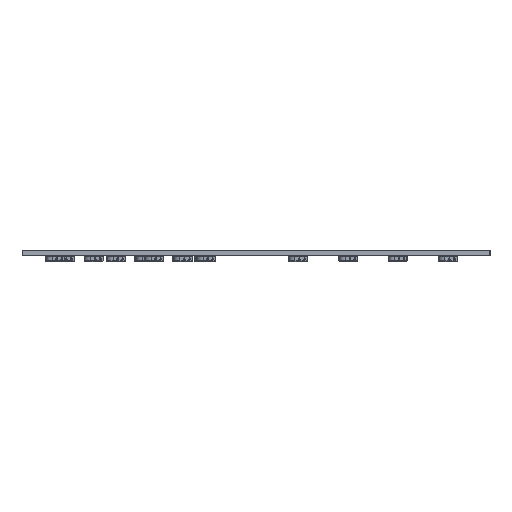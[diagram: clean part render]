
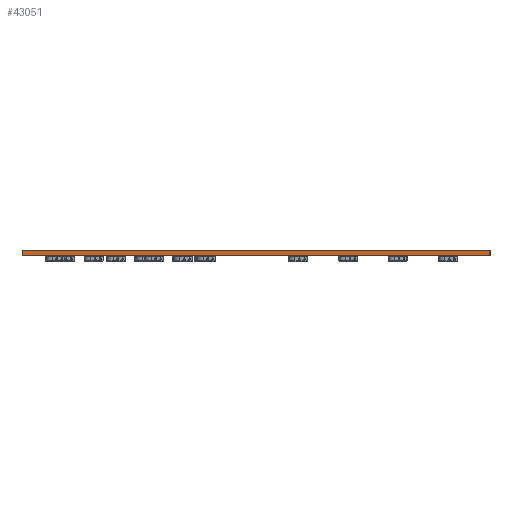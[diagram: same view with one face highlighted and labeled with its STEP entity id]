
A CAD part, left-side view. The second image highlights one B-rep face of the part: STEP entity #43051.
In plain terms, the highlighted planar face has unit normal (-1, 0, 0).
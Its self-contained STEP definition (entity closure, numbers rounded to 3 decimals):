
#28758 = PLANE('',#28759);
#28759 = AXIS2_PLACEMENT_3D('',#28760,#28761,#28762);
#28760 = CARTESIAN_POINT('',(23.78,-166.62,0.));
#28761 = DIRECTION('',(0.,1.,0.));
#28762 = DIRECTION('',(1.,0.,0.));
#28786 = PLANE('',#28787);
#28787 = AXIS2_PLACEMENT_3D('',#28788,#28789,#28790);
#28788 = CARTESIAN_POINT('',(196.55,-93.375,1.6));
#28789 = DIRECTION('',(0.,0.,1.));
#28790 = DIRECTION('',(1.,0.,-0.));
#28814 = PLANE('',#28815);
#28815 = AXIS2_PLACEMENT_3D('',#28816,#28817,#28818);
#28816 = CARTESIAN_POINT('',(369.32,-20.13,0.));
#28817 = DIRECTION('',(0.,-1.,0.));
#28818 = DIRECTION('',(-1.,0.,0.));
#28840 = PLANE('',#28841);
#28841 = AXIS2_PLACEMENT_3D('',#28842,#28843,#28844);
#28842 = CARTESIAN_POINT('',(196.55,-93.375,0.));
#28843 = DIRECTION('',(0.,0.,1.));
#28844 = DIRECTION('',(1.,0.,-0.));
#28855 = EDGE_CURVE('',#28856,#28858,#28860,.T.);
#28856 = VERTEX_POINT('',#28857);
#28857 = CARTESIAN_POINT('',(23.78,-166.62,0.));
#28858 = VERTEX_POINT('',#28859);
#28859 = CARTESIAN_POINT('',(23.78,-166.62,1.6));
#28860 = SURFACE_CURVE('',#28861,(#28865,#28872),.PCURVE_S1.);
#28861 = LINE('',#28862,#28863);
#28862 = CARTESIAN_POINT('',(23.78,-166.62,0.));
#28863 = VECTOR('',#28864,1.);
#28864 = DIRECTION('',(0.,0.,1.));
#28865 = PCURVE('',#28758,#28866);
#28866 = DEFINITIONAL_REPRESENTATION('',(#28867),#28871);
#28867 = LINE('',#28868,#28869);
#28868 = CARTESIAN_POINT('',(0.,0.));
#28869 = VECTOR('',#28870,1.);
#28870 = DIRECTION('',(0.,-1.));
#28871 = ( GEOMETRIC_REPRESENTATION_CONTEXT(2) 
PARAMETRIC_REPRESENTATION_CONTEXT() REPRESENTATION_CONTEXT('2D SPACE',''
  ) );
#28872 = PCURVE('',#28873,#28878);
#28873 = PLANE('',#28874);
#28874 = AXIS2_PLACEMENT_3D('',#28875,#28876,#28877);
#28875 = CARTESIAN_POINT('',(23.78,-20.13,0.));
#28876 = DIRECTION('',(1.,0.,-0.));
#28877 = DIRECTION('',(0.,-1.,0.));
#28878 = DEFINITIONAL_REPRESENTATION('',(#28879),#28883);
#28879 = LINE('',#28880,#28881);
#28880 = CARTESIAN_POINT('',(146.49,0.));
#28881 = VECTOR('',#28882,1.);
#28882 = DIRECTION('',(0.,-1.));
#28883 = ( GEOMETRIC_REPRESENTATION_CONTEXT(2) 
PARAMETRIC_REPRESENTATION_CONTEXT() REPRESENTATION_CONTEXT('2D SPACE',''
  ) );
#28933 = VERTEX_POINT('',#28934);
#28934 = CARTESIAN_POINT('',(23.78,-20.13,1.6));
#28955 = EDGE_CURVE('',#28956,#28933,#28958,.T.);
#28956 = VERTEX_POINT('',#28957);
#28957 = CARTESIAN_POINT('',(23.78,-20.13,0.));
#28958 = SURFACE_CURVE('',#28959,(#28963,#28970),.PCURVE_S1.);
#28959 = LINE('',#28960,#28961);
#28960 = CARTESIAN_POINT('',(23.78,-20.13,0.));
#28961 = VECTOR('',#28962,1.);
#28962 = DIRECTION('',(0.,0.,1.));
#28963 = PCURVE('',#28814,#28964);
#28964 = DEFINITIONAL_REPRESENTATION('',(#28965),#28969);
#28965 = LINE('',#28966,#28967);
#28966 = CARTESIAN_POINT('',(345.54,0.));
#28967 = VECTOR('',#28968,1.);
#28968 = DIRECTION('',(0.,-1.));
#28969 = ( GEOMETRIC_REPRESENTATION_CONTEXT(2) 
PARAMETRIC_REPRESENTATION_CONTEXT() REPRESENTATION_CONTEXT('2D SPACE',''
  ) );
#28970 = PCURVE('',#28873,#28971);
#28971 = DEFINITIONAL_REPRESENTATION('',(#28972),#28976);
#28972 = LINE('',#28973,#28974);
#28973 = CARTESIAN_POINT('',(0.,0.));
#28974 = VECTOR('',#28975,1.);
#28975 = DIRECTION('',(0.,-1.));
#28976 = ( GEOMETRIC_REPRESENTATION_CONTEXT(2) 
PARAMETRIC_REPRESENTATION_CONTEXT() REPRESENTATION_CONTEXT('2D SPACE',''
  ) );
#29004 = EDGE_CURVE('',#28956,#28856,#29005,.T.);
#29005 = SURFACE_CURVE('',#29006,(#29010,#29017),.PCURVE_S1.);
#29006 = LINE('',#29007,#29008);
#29007 = CARTESIAN_POINT('',(23.78,-20.13,0.));
#29008 = VECTOR('',#29009,1.);
#29009 = DIRECTION('',(0.,-1.,0.));
#29010 = PCURVE('',#28840,#29011);
#29011 = DEFINITIONAL_REPRESENTATION('',(#29012),#29016);
#29012 = LINE('',#29013,#29014);
#29013 = CARTESIAN_POINT('',(-172.77,73.245));
#29014 = VECTOR('',#29015,1.);
#29015 = DIRECTION('',(0.,-1.));
#29016 = ( GEOMETRIC_REPRESENTATION_CONTEXT(2) 
PARAMETRIC_REPRESENTATION_CONTEXT() REPRESENTATION_CONTEXT('2D SPACE',''
  ) );
#29017 = PCURVE('',#28873,#29018);
#29018 = DEFINITIONAL_REPRESENTATION('',(#29019),#29023);
#29019 = LINE('',#29020,#29021);
#29020 = CARTESIAN_POINT('',(0.,0.));
#29021 = VECTOR('',#29022,1.);
#29022 = DIRECTION('',(1.,0.));
#29023 = ( GEOMETRIC_REPRESENTATION_CONTEXT(2) 
PARAMETRIC_REPRESENTATION_CONTEXT() REPRESENTATION_CONTEXT('2D SPACE',''
  ) );
#36648 = EDGE_CURVE('',#28933,#28858,#36649,.T.);
#36649 = SURFACE_CURVE('',#36650,(#36654,#36661),.PCURVE_S1.);
#36650 = LINE('',#36651,#36652);
#36651 = CARTESIAN_POINT('',(23.78,-20.13,1.6));
#36652 = VECTOR('',#36653,1.);
#36653 = DIRECTION('',(0.,-1.,0.));
#36654 = PCURVE('',#28786,#36655);
#36655 = DEFINITIONAL_REPRESENTATION('',(#36656),#36660);
#36656 = LINE('',#36657,#36658);
#36657 = CARTESIAN_POINT('',(-172.77,73.245));
#36658 = VECTOR('',#36659,1.);
#36659 = DIRECTION('',(0.,-1.));
#36660 = ( GEOMETRIC_REPRESENTATION_CONTEXT(2) 
PARAMETRIC_REPRESENTATION_CONTEXT() REPRESENTATION_CONTEXT('2D SPACE',''
  ) );
#36661 = PCURVE('',#28873,#36662);
#36662 = DEFINITIONAL_REPRESENTATION('',(#36663),#36667);
#36663 = LINE('',#36664,#36665);
#36664 = CARTESIAN_POINT('',(0.,-1.6));
#36665 = VECTOR('',#36666,1.);
#36666 = DIRECTION('',(1.,0.));
#36667 = ( GEOMETRIC_REPRESENTATION_CONTEXT(2) 
PARAMETRIC_REPRESENTATION_CONTEXT() REPRESENTATION_CONTEXT('2D SPACE',''
  ) );
#43051 = ADVANCED_FACE('',(#43052),#28873,.F.);
#43052 = FACE_BOUND('',#43053,.F.);
#43053 = EDGE_LOOP('',(#43054,#43055,#43056,#43057));
#43054 = ORIENTED_EDGE('',*,*,#28955,.T.);
#43055 = ORIENTED_EDGE('',*,*,#36648,.T.);
#43056 = ORIENTED_EDGE('',*,*,#28855,.F.);
#43057 = ORIENTED_EDGE('',*,*,#29004,.F.);
